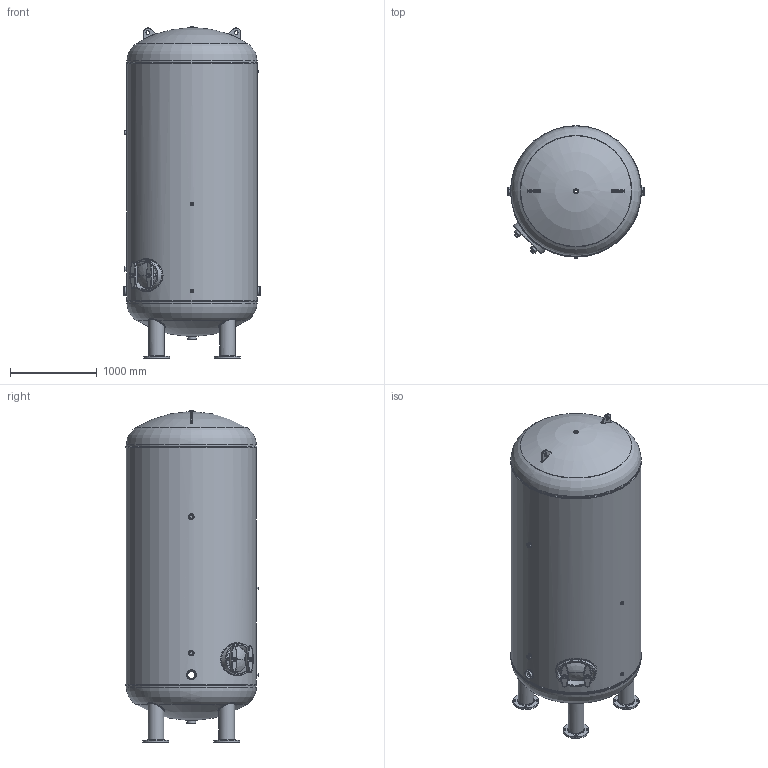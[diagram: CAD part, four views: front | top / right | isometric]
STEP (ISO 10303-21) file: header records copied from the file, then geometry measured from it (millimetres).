
FILE_DESCRIPTION(('HOOPS Exchange Step'),'2;1');
FILE_NAME('BE04_6000L.stp','2025-07-14T08:57:55+02:00',('nieru'),('Unknown organisation'),'HOOPS Exchange 2024.2','HOOPS Exchange','Unknown authorisation');
FILE_SCHEMA( ('AP203_CONFIGURATION_CONTROLLED_3D_DESIGN_OF_MECHANICAL_PARTS_AND_ASSEMBLIES_MIM_LF') );
Length unit declared in the file: millimetre
Products named in the file (2): 0; root
Assembly tree (1 placements, depth 2):
  root
    0
Bounding box: 1570 x 1525.37 x 3829.18 mm (x, y, z)
Volume: 165422412.3 mm3; surface area: 38750816.7 mm2
Topology: 6 solids, 6 shells, 478 faces, 1283 edges, 832 vertices
Faces by surface type: bspline 195, cylinder 92, cone 70, plane 59, torus 54, sphere 8
Full cylindrical faces by diameter (mm): 18.631 x3, 24.616 x16, 26.631 x3, 28 x4, 30.291 x1, 38.952 x2, 40.291 x1, 42.889 x2, 50.952 x2, 84.9 x3, 100.9 x3, 149.838 x4, 168.139 x4, 180.126 x4, 299.675 x4, 1484 x1, 1500 x3, 1510.733 x2
Entity records: 183092 total; most frequent: CARTESIAN_POINT 172592, ORIENTED_EDGE 2562, DIRECTION 1571, EDGE_CURVE 1281, VERTEX_POINT 832, AXIS2_PLACEMENT_3D 695, B_SPLINE_CURVE_WITH_KNOTS 689, EDGE_LOOP 553
